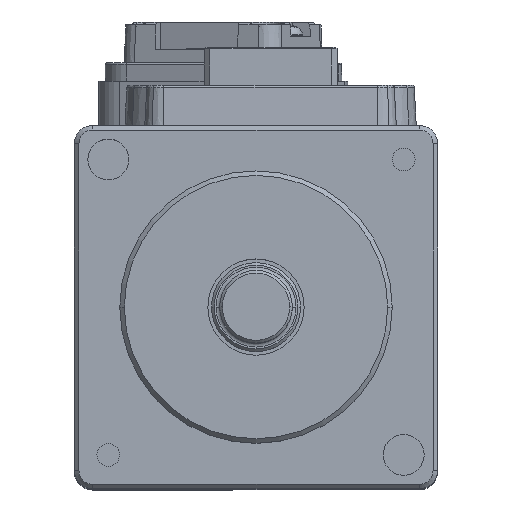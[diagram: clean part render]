
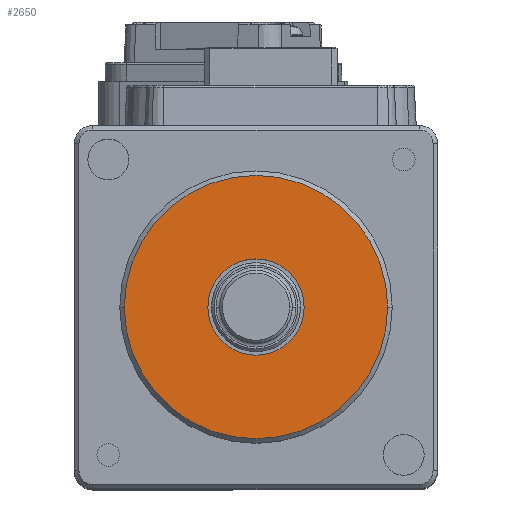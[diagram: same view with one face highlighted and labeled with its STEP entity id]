
A CAD part, top view. The second image highlights one B-rep face of the part: STEP entity #2650.
In plain terms, the highlighted planar face has unit normal (0, 0, 1).
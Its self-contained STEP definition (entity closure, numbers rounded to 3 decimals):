
#33 = EDGE_CURVE ( 'NONE', #19936, #19979, #39674, .T. ) ;
#49 = EDGE_CURVE ( 'NONE', #19978, #19871, #39801, .T. ) ;
#1096 = EDGE_CURVE ( 'NONE', #19871, #19978, #60174, .T. ) ;
#1099 = EDGE_CURVE ( 'NONE', #19979, #19936, #59913, .T. ) ;
#2650 = ADVANCED_FACE ( 'NONE', ( #4412, #4419 ), #4421, .T. ) ;
#4412 = FACE_OUTER_BOUND ( 'NONE', #53031, .T. ) ;
#4419 = FACE_BOUND ( 'NONE', #52957, .T. ) ;
#4420 = CARTESIAN_POINT ( 'NONE',  ( 0., -44.141, 27.5 ) ) ;
#4421 = PLANE ( 'NONE',  #37987 ) ;
#4424 = DIRECTION ( 'NONE',  ( 0., 0., 1. ) ) ;
#4431 = DIRECTION ( 'NONE',  ( 1., 0., 0. ) ) ;
#19871 = VERTEX_POINT ( 'NONE', #59096 ) ;
#19936 = VERTEX_POINT ( 'NONE', #59160 ) ;
#19978 = VERTEX_POINT ( 'NONE', #59201 ) ;
#19979 = VERTEX_POINT ( 'NONE', #59172 ) ;
#22063 = DIRECTION ( 'NONE',  ( 1., 0., 0. ) ) ;
#22064 = CARTESIAN_POINT ( 'NONE',  ( 0., 0., 27.5 ) ) ;
#22077 = DIRECTION ( 'NONE',  ( 0., 0., 1. ) ) ;
#22103 = DIRECTION ( 'NONE',  ( 0., 0., 1. ) ) ;
#22109 = DIRECTION ( 'NONE',  ( 1., 0., 0. ) ) ;
#22125 = CARTESIAN_POINT ( 'NONE',  ( 0., 0., 27.5 ) ) ;
#22300 = CARTESIAN_POINT ( 'NONE',  ( 0., 0., 27.5 ) ) ;
#22301 = DIRECTION ( 'NONE',  ( 0., 0., 1. ) ) ;
#22319 = CARTESIAN_POINT ( 'NONE',  ( 0., 0., 27.5 ) ) ;
#22322 = DIRECTION ( 'NONE',  ( 1., 0., 0. ) ) ;
#22337 = DIRECTION ( 'NONE',  ( 0., 0., 1. ) ) ;
#22338 = DIRECTION ( 'NONE',  ( 1., 0., 0. ) ) ;
#37987 = AXIS2_PLACEMENT_3D ( 'NONE', #4420, #4424, #4431 ) ;
#39674 = CIRCLE ( 'NONE', #39705, 5.3 ) ;
#39705 = AXIS2_PLACEMENT_3D ( 'NONE', #22064, #22077, #22063 ) ;
#39780 = AXIS2_PLACEMENT_3D ( 'NONE', #22125, #22103, #22109 ) ;
#39801 = CIRCLE ( 'NONE', #39780, 14.5 ) ;
#41144 = ORIENTED_EDGE ( 'NONE', *, *, #33, .F. ) ;
#41168 = ORIENTED_EDGE ( 'NONE', *, *, #1096, .T. ) ;
#41172 = ORIENTED_EDGE ( 'NONE', *, *, #1099, .F. ) ;
#41195 = ORIENTED_EDGE ( 'NONE', *, *, #49, .T. ) ;
#52957 = EDGE_LOOP ( 'NONE', ( #41144, #41172 ) ) ;
#53031 = EDGE_LOOP ( 'NONE', ( #41195, #41168 ) ) ;
#59096 = CARTESIAN_POINT ( 'NONE',  ( 14.5, 0., 27.5 ) ) ;
#59160 = CARTESIAN_POINT ( 'NONE',  ( 5.3, 0., 27.5 ) ) ;
#59172 = CARTESIAN_POINT ( 'NONE',  ( -5.3, 0., 27.5 ) ) ;
#59201 = CARTESIAN_POINT ( 'NONE',  ( -14.5, 0., 27.5 ) ) ;
#59865 = AXIS2_PLACEMENT_3D ( 'NONE', #22300, #22337, #22338 ) ;
#59913 = CIRCLE ( 'NONE', #59865, 5.3 ) ;
#60174 = CIRCLE ( 'NONE', #60193, 14.5 ) ;
#60193 = AXIS2_PLACEMENT_3D ( 'NONE', #22319, #22301, #22322 ) ;
